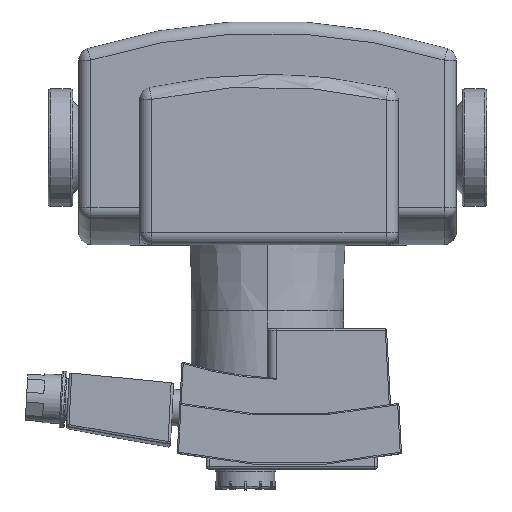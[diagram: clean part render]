
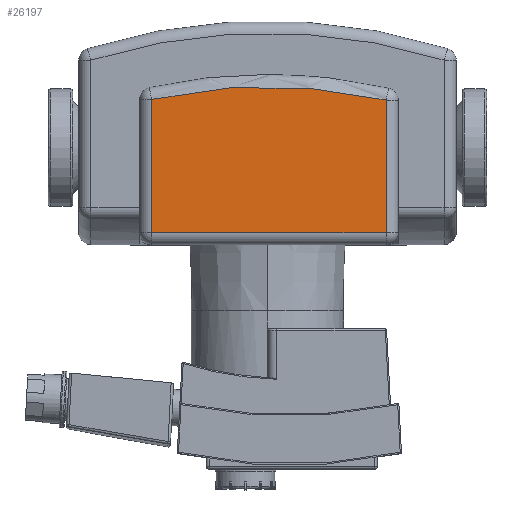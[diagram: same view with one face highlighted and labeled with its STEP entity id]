
A CAD part, top view. The second image highlights one B-rep face of the part: STEP entity #26197.
In plain terms, the highlighted planar face has unit normal (0, 0, 1).
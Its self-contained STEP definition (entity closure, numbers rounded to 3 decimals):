
#25520=CARTESIAN_POINT('',(42.5,19.725,57.5));
#25521=VERTEX_POINT('',#25520);
#25546=CARTESIAN_POINT('',(138.697,19.452,57.5));
#25547=VERTEX_POINT('',#25546);
#25579=CARTESIAN_POINT('',(138.697,-35.,57.5));
#25580=VERTEX_POINT('',#25579);
#25652=CARTESIAN_POINT('',(138.697,19.452,57.5));
#25653=DIRECTION('',(0.0,-1.0,0.0));
#25654=VECTOR('',#25653,54.452);
#25655=LINE('',#25652,#25654);
#25656=EDGE_CURVE('',#25547,#25580,#25655,.T.);
#25666=CARTESIAN_POINT('',(42.5,-35.0,57.5));
#25667=VERTEX_POINT('',#25666);
#25741=CARTESIAN_POINT('',(138.697,-35.,57.5));
#25742=DIRECTION('',(-1.0,0.0,0.0));
#25743=VECTOR('',#25742,96.197);
#25744=LINE('',#25741,#25743);
#25745=EDGE_CURVE('',#25580,#25667,#25744,.T.);
#25763=CARTESIAN_POINT('',(42.5,-35.0,57.5));
#25764=DIRECTION('',(0.0,1.0,0.0));
#25765=VECTOR('',#25764,54.725);
#25766=LINE('',#25763,#25765);
#25767=EDGE_CURVE('',#25667,#25521,#25766,.T.);
#25808=CARTESIAN_POINT('',(90.,-191.5,57.5));
#25809=DIRECTION('',(0.0,0.0,-1.0));
#25810=DIRECTION('',(0.003,1.,0.0));
#25811=AXIS2_PLACEMENT_3D('',#25808,#25809,#25810);
#25812=CIRCLE('',#25811,216.5);
#25813=EDGE_CURVE('',#25521,#25547,#25812,.T.);
#26186=CARTESIAN_POINT('',(90.556,-6.913,57.5));
#26187=DIRECTION('',(0.0,0.0,1.0));
#26188=DIRECTION('',(0.0,-1.0,0.0));
#26189=AXIS2_PLACEMENT_3D('',#26186,#26187,#26188);
#26190=PLANE('',#26189);
#26191=ORIENTED_EDGE('',*,*,#25656,.F.);
#26192=ORIENTED_EDGE('',*,*,#25813,.F.);
#26193=ORIENTED_EDGE('',*,*,#25767,.F.);
#26194=ORIENTED_EDGE('',*,*,#25745,.F.);
#26195=EDGE_LOOP('',(#26191,#26192,#26193,#26194));
#26196=FACE_OUTER_BOUND('',#26195,.T.);
#26197=ADVANCED_FACE('',(#26196),#26190,.T.);
